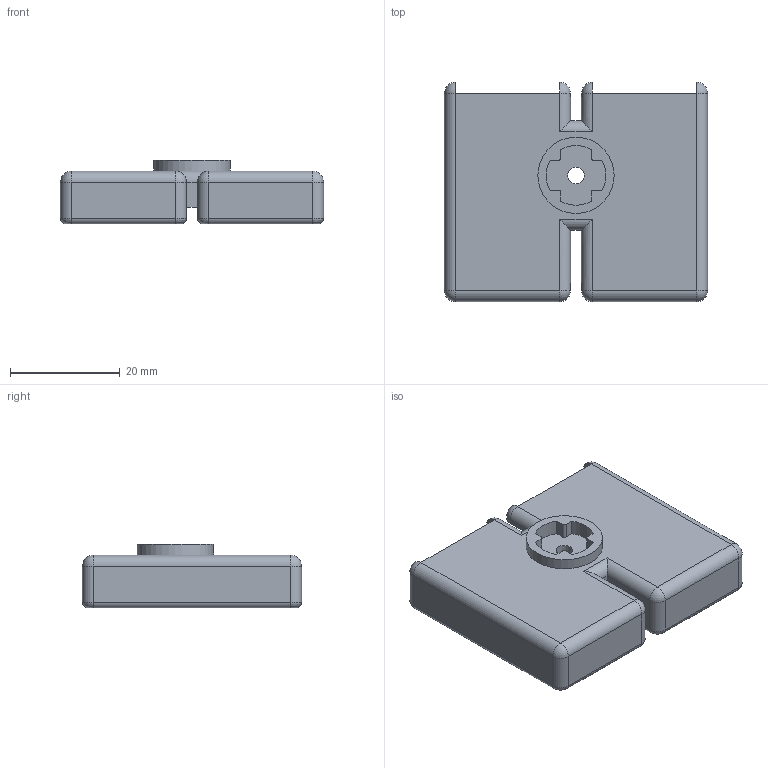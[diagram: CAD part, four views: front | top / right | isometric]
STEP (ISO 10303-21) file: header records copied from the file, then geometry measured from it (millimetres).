
FILE_DESCRIPTION(/* description */ (''),/* implementation_level */ '2;1');
FILE_NAME(/* name */ 'feet_top v17.step',/* time_stamp */ '2023-09-19T15:49:27+09:00',/* author */ (''),/* organization */ (''),/* preprocessor_version */ 'ST-DEVELOPER v20',/* originating_system */ 'Autodesk Translation Framework v12.9.0.99',/* authorisation */ '');
FILE_SCHEMA (('AUTOMOTIVE_DESIGN { 1 0 10303 214 3 1 1 }'));
Length unit declared in the file: millimetre
Products named in the file (1): feet_top
Bounding box: 48 x 40 x 11.6 mm (x, y, z)
Volume: 7027.8 mm3; surface area: 6317.8 mm2
Topology: 1 solids, 1 shells, 98 faces, 241 edges, 148 vertices
Faces by surface type: plane 49, cylinder 35, sphere 8, bspline 6
Full cylindrical faces by diameter (mm): 3 x1, 5 x1, 13.9 x1
Entity records: 2909 total; most frequent: CARTESIAN_POINT 536, DIRECTION 505, ORIENTED_EDGE 482, EDGE_CURVE 241, AXIS2_PLACEMENT_3D 171, LINE 163, VECTOR 163, VERTEX_POINT 148
